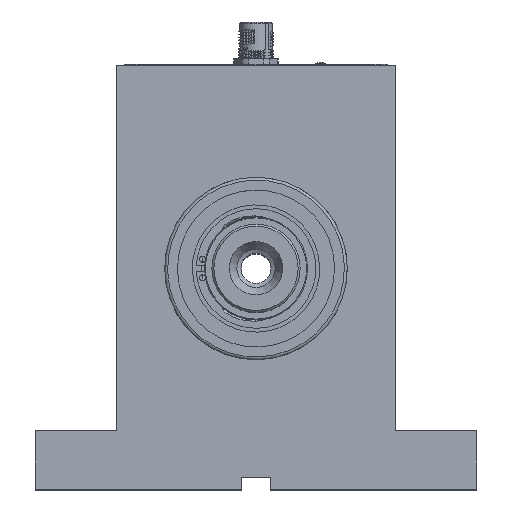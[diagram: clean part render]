
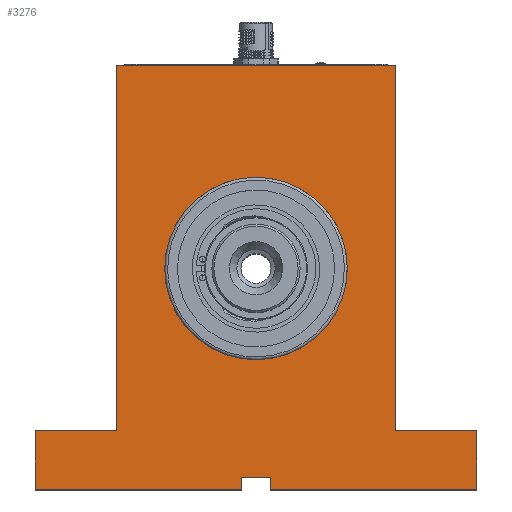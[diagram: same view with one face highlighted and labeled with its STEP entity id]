
A CAD part, top view. The second image highlights one B-rep face of the part: STEP entity #3276.
In plain terms, the highlighted planar face has unit normal (0, 0, 1).
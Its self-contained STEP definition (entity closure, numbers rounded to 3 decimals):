
#116 = DIRECTION ( 'NONE',  ( 0., 1., 0. ) ) ;
#282 = DIRECTION ( 'NONE',  ( 1., 0., 0. ) ) ;
#818 = DIRECTION ( 'NONE',  ( 0., 0., 1. ) ) ;
#908 = VECTOR ( 'NONE', #11814, 1000. ) ;
#975 = CARTESIAN_POINT ( 'NONE',  ( -47.5, 20., 110. ) ) ;
#1026 = CARTESIAN_POINT ( 'NONE',  ( -75., 0., 110. ) ) ;
#1149 = CARTESIAN_POINT ( 'NONE',  ( -31., 75., 110. ) ) ;
#1165 = LINE ( 'NONE', #7918, #11791 ) ;
#1172 = EDGE_CURVE ( 'NONE', #21514, #15121, #8455, .T. ) ;
#1309 = LINE ( 'NONE', #975, #17426 ) ;
#1450 = EDGE_LOOP ( 'NONE', ( #12861, #12583, #10945, #6920, #11798, #19882, #11689, #7193, #18688, #21871, #14187, #6287 ) ) ;
#1465 = VERTEX_POINT ( 'NONE', #1026 ) ;
#1566 = CARTESIAN_POINT ( 'NONE',  ( 5., 4.1, 110. ) ) ;
#1749 = CARTESIAN_POINT ( 'NONE',  ( -47.5, 20., 110. ) ) ;
#1790 = EDGE_CURVE ( 'NONE', #12308, #13821, #1309, .T. ) ;
#2208 = LINE ( 'NONE', #7293, #19487 ) ;
#2277 = CARTESIAN_POINT ( 'NONE',  ( -5., 0., 110. ) ) ;
#2326 = VECTOR ( 'NONE', #11624, 1000. ) ;
#2384 = CARTESIAN_POINT ( 'NONE',  ( 5., 4.1, 110. ) ) ;
#2675 = EDGE_LOOP ( 'NONE', ( #5035 ) ) ;
#2766 = LINE ( 'NONE', #14359, #3245 ) ;
#2886 = LINE ( 'NONE', #14917, #19279 ) ;
#3245 = VECTOR ( 'NONE', #11044, 1000. ) ;
#3276 = ADVANCED_FACE ( 'NONE', ( #5914, #10981 ), #12419, .T. ) ;
#3535 = VERTEX_POINT ( 'NONE', #2384 ) ;
#3813 = VERTEX_POINT ( 'NONE', #1149 ) ;
#4267 = DIRECTION ( 'NONE',  ( 1., 0., 0. ) ) ;
#4672 = EDGE_CURVE ( 'NONE', #3813, #3813, #14032, .T. ) ;
#4965 = AXIS2_PLACEMENT_3D ( 'NONE', #9224, #818, #4267 ) ;
#5035 = ORIENTED_EDGE ( 'NONE', *, *, #4672, .T. ) ;
#5146 = LINE ( 'NONE', #6475, #12683 ) ;
#5195 = LINE ( 'NONE', #13800, #908 ) ;
#5239 = DIRECTION ( 'NONE',  ( 0., 1., 0. ) ) ;
#5508 = CARTESIAN_POINT ( 'NONE',  ( 47.5, 144., 110. ) ) ;
#5914 = FACE_BOUND ( 'NONE', #2675, .T. ) ;
#6287 = ORIENTED_EDGE ( 'NONE', *, *, #1790, .T. ) ;
#6475 = CARTESIAN_POINT ( 'NONE',  ( -5., 0., 110. ) ) ;
#6709 = EDGE_CURVE ( 'NONE', #21634, #8708, #5146, .T. ) ;
#6898 = CARTESIAN_POINT ( 'NONE',  ( 75., 0., 110. ) ) ;
#6920 = ORIENTED_EDGE ( 'NONE', *, *, #15099, .T. ) ;
#6922 = LINE ( 'NONE', #13438, #11499 ) ;
#7193 = ORIENTED_EDGE ( 'NONE', *, *, #1172, .T. ) ;
#7293 = CARTESIAN_POINT ( 'NONE',  ( 75., 0., 110. ) ) ;
#7342 = AXIS2_PLACEMENT_3D ( 'NONE', #20849, #17747, #21187 ) ;
#7918 = CARTESIAN_POINT ( 'NONE',  ( -47.5, 144., 110. ) ) ;
#7975 = DIRECTION ( 'NONE',  ( 1., 0., 0. ) ) ;
#8455 = LINE ( 'NONE', #15200, #8596 ) ;
#8596 = VECTOR ( 'NONE', #16762, 1000. ) ;
#8628 = VERTEX_POINT ( 'NONE', #6898 ) ;
#8708 = VERTEX_POINT ( 'NONE', #12187 ) ;
#9224 = CARTESIAN_POINT ( 'NONE',  ( 0., 0., 110. ) ) ;
#9412 = VECTOR ( 'NONE', #21856, 1000. ) ;
#10139 = CARTESIAN_POINT ( 'NONE',  ( 75., 20., 110. ) ) ;
#10158 = CARTESIAN_POINT ( 'NONE',  ( 47.5, 20., 110. ) ) ;
#10945 = ORIENTED_EDGE ( 'NONE', *, *, #6709, .T. ) ;
#10981 = FACE_OUTER_BOUND ( 'NONE', #1450, .T. ) ;
#11044 = DIRECTION ( 'NONE',  ( -1., 0., 0. ) ) ;
#11474 = EDGE_CURVE ( 'NONE', #12040, #12308, #1165, .T. ) ;
#11499 = VECTOR ( 'NONE', #282, 1000. ) ;
#11624 = DIRECTION ( 'NONE',  ( 0., -1., 0. ) ) ;
#11661 = VERTEX_POINT ( 'NONE', #5508 ) ;
#11689 = ORIENTED_EDGE ( 'NONE', *, *, #19667, .T. ) ;
#11791 = VECTOR ( 'NONE', #14643, 1000. ) ;
#11798 = ORIENTED_EDGE ( 'NONE', *, *, #15641, .T. ) ;
#11814 = DIRECTION ( 'NONE',  ( 0., -1., 0. ) ) ;
#12040 = VERTEX_POINT ( 'NONE', #21415 ) ;
#12187 = CARTESIAN_POINT ( 'NONE',  ( -5., 4.1, 110. ) ) ;
#12308 = VERTEX_POINT ( 'NONE', #1749 ) ;
#12419 = PLANE ( 'NONE',  #4965 ) ;
#12583 = ORIENTED_EDGE ( 'NONE', *, *, #19225, .T. ) ;
#12683 = VECTOR ( 'NONE', #13205, 1000. ) ;
#12861 = ORIENTED_EDGE ( 'NONE', *, *, #15174, .T. ) ;
#13205 = DIRECTION ( 'NONE',  ( 0., 1., 0. ) ) ;
#13438 = CARTESIAN_POINT ( 'NONE',  ( 5., 0., 110. ) ) ;
#13519 = LINE ( 'NONE', #15302, #21089 ) ;
#13800 = CARTESIAN_POINT ( 'NONE',  ( -75., 20., 110. ) ) ;
#13821 = VERTEX_POINT ( 'NONE', #14081 ) ;
#14032 = CIRCLE ( 'NONE', #7342, 31. ) ;
#14081 = CARTESIAN_POINT ( 'NONE',  ( -75., 20., 110. ) ) ;
#14187 = ORIENTED_EDGE ( 'NONE', *, *, #11474, .T. ) ;
#14359 = CARTESIAN_POINT ( 'NONE',  ( 47.5, 144., 110. ) ) ;
#14643 = DIRECTION ( 'NONE',  ( 0., -1., 0. ) ) ;
#14917 = CARTESIAN_POINT ( 'NONE',  ( -5., 4.1, 110. ) ) ;
#15099 = EDGE_CURVE ( 'NONE', #8708, #3535, #2886, .T. ) ;
#15121 = VERTEX_POINT ( 'NONE', #10158 ) ;
#15174 = EDGE_CURVE ( 'NONE', #13821, #1465, #5195, .T. ) ;
#15200 = CARTESIAN_POINT ( 'NONE',  ( 75., 20., 110. ) ) ;
#15302 = CARTESIAN_POINT ( 'NONE',  ( 47.5, 20., 110. ) ) ;
#15641 = EDGE_CURVE ( 'NONE', #3535, #21707, #18291, .T. ) ;
#16762 = DIRECTION ( 'NONE',  ( -1., 0., 0. ) ) ;
#17426 = VECTOR ( 'NONE', #19795, 1000. ) ;
#17747 = DIRECTION ( 'NONE',  ( 0., 0., -1. ) ) ;
#17888 = CARTESIAN_POINT ( 'NONE',  ( 5., 0., 110. ) ) ;
#18203 = CARTESIAN_POINT ( 'NONE',  ( -75., 0., 110. ) ) ;
#18291 = LINE ( 'NONE', #1566, #2326 ) ;
#18422 = LINE ( 'NONE', #18203, #9412 ) ;
#18688 = ORIENTED_EDGE ( 'NONE', *, *, #19175, .T. ) ;
#19175 = EDGE_CURVE ( 'NONE', #15121, #11661, #13519, .T. ) ;
#19225 = EDGE_CURVE ( 'NONE', #1465, #21634, #18422, .T. ) ;
#19279 = VECTOR ( 'NONE', #7975, 1000. ) ;
#19487 = VECTOR ( 'NONE', #116, 1000. ) ;
#19667 = EDGE_CURVE ( 'NONE', #8628, #21514, #2208, .T. ) ;
#19768 = EDGE_CURVE ( 'NONE', #11661, #12040, #2766, .T. ) ;
#19795 = DIRECTION ( 'NONE',  ( -1., 0., 0. ) ) ;
#19882 = ORIENTED_EDGE ( 'NONE', *, *, #20263, .T. ) ;
#20263 = EDGE_CURVE ( 'NONE', #21707, #8628, #6922, .T. ) ;
#20849 = CARTESIAN_POINT ( 'NONE',  ( 0., 75., 110. ) ) ;
#21089 = VECTOR ( 'NONE', #5239, 1000. ) ;
#21187 = DIRECTION ( 'NONE',  ( -1., 0., 0. ) ) ;
#21415 = CARTESIAN_POINT ( 'NONE',  ( -47.5, 144., 110. ) ) ;
#21514 = VERTEX_POINT ( 'NONE', #10139 ) ;
#21634 = VERTEX_POINT ( 'NONE', #2277 ) ;
#21707 = VERTEX_POINT ( 'NONE', #17888 ) ;
#21856 = DIRECTION ( 'NONE',  ( 1., 0., 0. ) ) ;
#21871 = ORIENTED_EDGE ( 'NONE', *, *, #19768, .T. ) ;
